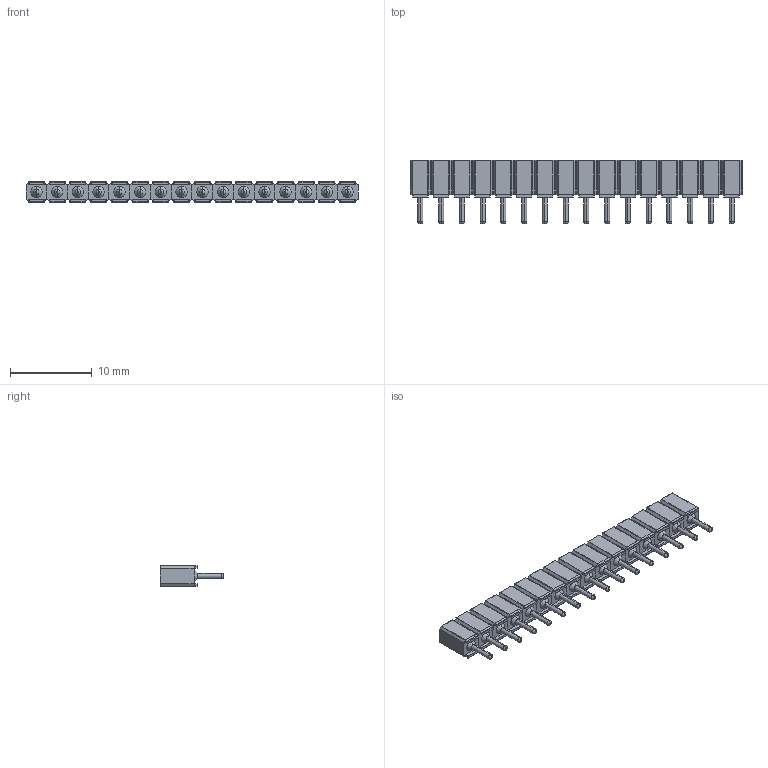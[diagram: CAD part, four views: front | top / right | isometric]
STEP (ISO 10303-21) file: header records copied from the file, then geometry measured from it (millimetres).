
FILE_DESCRIPTION (( 'STEP AP214' ), '1' );
FILE_NAME ('801-xx-016-10-012000.STEP', '2018-08-07T13:42:40', ( '' ), ( '' ), 'SwSTEP 2.0', 'SolidWorks 2014', '' );
FILE_SCHEMA (( 'AUTOMOTIVE_DESIGN' ));
Length unit declared in the file: millimetre
Products named in the file (1): 801-xx-016-10-012000
Bounding box: 40.64 x 7.78 x 2.54 mm (x, y, z)
Volume: 421.5 mm3; surface area: 1187.7 mm2
Topology: 48 solids, 64 shells, 1536 faces, 3456 edges, 1984 vertices
Faces by surface type: cylinder 736, plane 512, sphere 128, cone 96, torus 64
Entity records: 41709 total; most frequent: CARTESIAN_POINT 7617, DIRECTION 7426, ORIENTED_EDGE 6656, EDGE_CURVE 3328, AXIS2_PLACEMENT_3D 2817, VERTEX_POINT 1984, VECTOR 1792, LINE 1792
